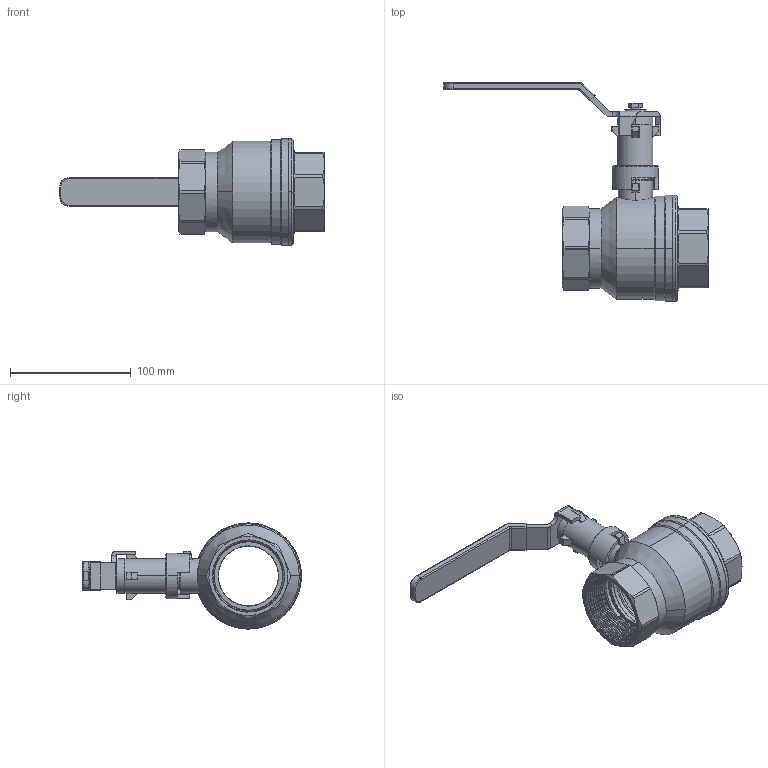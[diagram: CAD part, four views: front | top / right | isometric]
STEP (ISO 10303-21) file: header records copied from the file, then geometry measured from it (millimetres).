
FILE_DESCRIPTION (( 'STEP AP203' ), '1' );
FILE_NAME ('42150-100550.STEP', '2014-12-05T09:12:40', ( '' ), ( '' ), 'SwSTEP 2.0', 'SolidWorks 2014', '' );
FILE_SCHEMA (( 'CONFIG_CONTROL_DESIGN' ));
Length unit declared in the file: millimetre
Products named in the file (1): 42150-100550
Bounding box: 219.5 x 181.5 x 88 mm (x, y, z)
Volume: 243391.5 mm3; surface area: 152879.4 mm2
Topology: 16 solids, 16 shells, 812 faces, 2302 edges, 1495 vertices
Faces by surface type: cylinder 379, bspline 173, plane 163, cone 97
Entity records: 72374 total; most frequent: CARTESIAN_POINT 53815, ORIENTED_EDGE 4512, DIRECTION 2906, EDGE_CURVE 2256, VERTEX_POINT 1495, AXIS2_PLACEMENT_3D 1122, B_SPLINE_CURVE_WITH_KNOTS 1083, EDGE_LOOP 861
